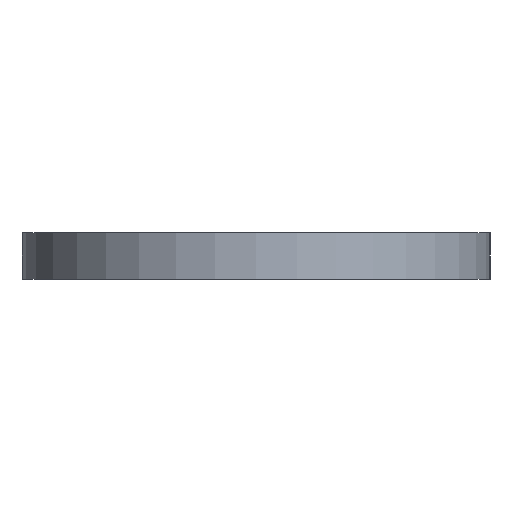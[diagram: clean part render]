
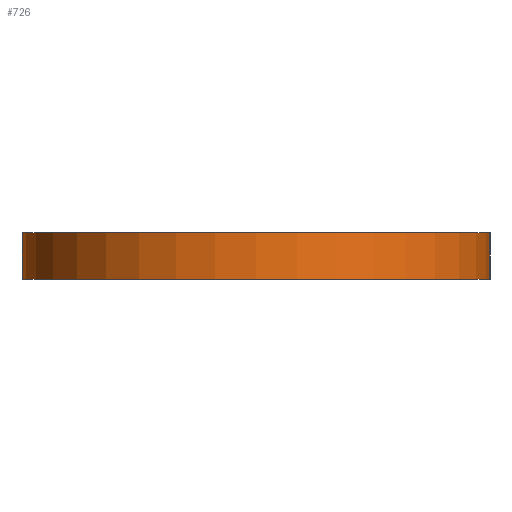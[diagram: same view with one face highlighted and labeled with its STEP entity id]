
A CAD part, left-side view. The second image highlights one B-rep face of the part: STEP entity #726.
In plain terms, the highlighted cylindrical face has radius 31.75 mm (diameter 63.5 mm), a partial arc.
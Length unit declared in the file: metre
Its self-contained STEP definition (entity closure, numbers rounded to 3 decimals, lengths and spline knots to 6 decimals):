
#26=LINE('',#1178,#50);
#27=LINE('',#1182,#51);
#50=VECTOR('',#951,1.);
#51=VECTOR('',#954,1.);
#108=ORIENTED_EDGE('',*,*,#272,.F.);
#109=ORIENTED_EDGE('',*,*,#273,.F.);
#110=ORIENTED_EDGE('',*,*,#274,.T.);
#111=ORIENTED_EDGE('',*,*,#275,.T.);
#272=EDGE_CURVE('',#352,#353,#414,.T.);
#273=EDGE_CURVE('',#354,#352,#26,.T.);
#274=EDGE_CURVE('',#354,#355,#415,.T.);
#275=EDGE_CURVE('',#355,#353,#27,.T.);
#352=VERTEX_POINT('',#1176);
#353=VERTEX_POINT('',#1177);
#354=VERTEX_POINT('',#1179);
#355=VERTEX_POINT('',#1181);
#414=CIRCLE('',#800,0.03175);
#415=CIRCLE('',#801,0.03175);
#474=EDGE_LOOP('',(#108,#109,#110,#111));
#588=FACE_BOUND('',#474,.T.);
#693=CYLINDRICAL_SURFACE('',#799,0.03175);
#726=ADVANCED_FACE('',(#588),#693,.T.);
#799=AXIS2_PLACEMENT_3D('',#1174,#947,#948);
#800=AXIS2_PLACEMENT_3D('',#1175,#949,#950);
#801=AXIS2_PLACEMENT_3D('',#1180,#952,#953);
#947=DIRECTION('',(0.,0.,1.));
#948=DIRECTION('',(1.,0.,0.));
#949=DIRECTION('',(0.,0.,1.));
#950=DIRECTION('',(1.,0.,0.));
#951=DIRECTION('',(0.,0.,1.));
#952=DIRECTION('',(0.,0.,1.));
#953=DIRECTION('',(1.,0.,0.));
#954=DIRECTION('',(0.,0.,1.));
#1174=CARTESIAN_POINT('',(-0.1,0.,0.0295));
#1175=CARTESIAN_POINT('',(-0.1,0.,0.03585));
#1176=CARTESIAN_POINT('',(-0.1,0.03175,0.03585));
#1177=CARTESIAN_POINT('',(-0.1,-0.03175,0.03585));
#1178=CARTESIAN_POINT('',(-0.1,0.03175,0.0295));
#1179=CARTESIAN_POINT('',(-0.1,0.03175,0.0295));
#1180=CARTESIAN_POINT('',(-0.1,0.,0.0295));
#1181=CARTESIAN_POINT('',(-0.1,-0.03175,0.0295));
#1182=CARTESIAN_POINT('',(-0.1,-0.03175,0.0295));
